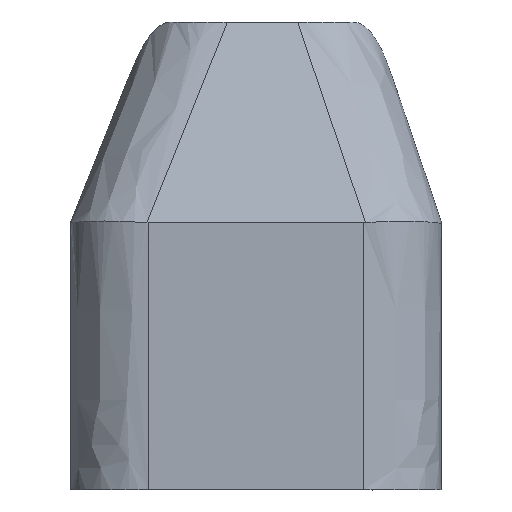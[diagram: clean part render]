
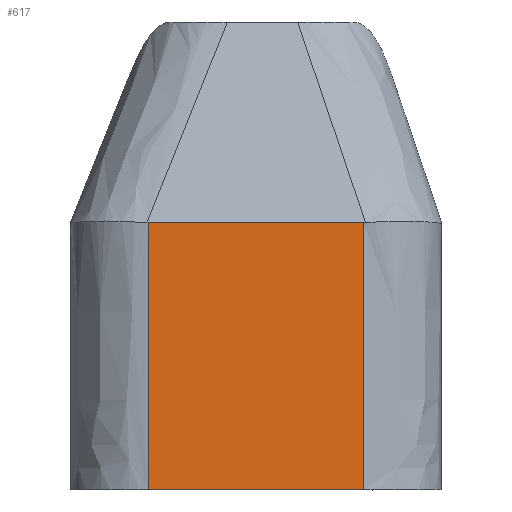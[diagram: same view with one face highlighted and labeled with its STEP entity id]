
A CAD part, front view. The second image highlights one B-rep face of the part: STEP entity #617.
In plain terms, the highlighted planar face has unit normal (0, -1, 0).
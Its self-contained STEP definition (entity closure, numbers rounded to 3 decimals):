
#29=PLANE('',#654);
#76=FACE_OUTER_BOUND('',#110,.T.);
#110=EDGE_LOOP('',(#568,#569,#570,#571));
#133=LINE('',#1576,#157);
#135=LINE('',#1692,#159);
#157=VECTOR('',#711,10.);
#159=VECTOR('',#717,10.);
#224=B_SPLINE_CURVE_WITH_KNOTS('',3,(#1669,#1670,#1671,#1672),
 .UNSPECIFIED.,.F.,.F.,(4,4),(-4.,0.),
 .UNSPECIFIED.);
#230=B_SPLINE_CURVE_WITH_KNOTS('',3,(#1728,#1729,#1730,#1731),
 .UNSPECIFIED.,.F.,.F.,(4,4),(0.,4.),
 .UNSPECIFIED.);
#289=VERTEX_POINT('',#1561);
#290=VERTEX_POINT('',#1575);
#293=VERTEX_POINT('',#1668);
#295=VERTEX_POINT('',#1687);
#375=EDGE_CURVE('',#289,#290,#133,.T.);
#381=EDGE_CURVE('',#293,#289,#224,.T.);
#386=EDGE_CURVE('',#295,#293,#135,.T.);
#389=EDGE_CURVE('',#290,#295,#230,.T.);
#568=ORIENTED_EDGE('',*,*,#381,.F.);
#569=ORIENTED_EDGE('',*,*,#386,.F.);
#570=ORIENTED_EDGE('',*,*,#389,.F.);
#571=ORIENTED_EDGE('',*,*,#375,.F.);
#617=ADVANCED_FACE('',(#76),#29,.T.);
#654=AXIS2_PLACEMENT_3D('',#1779,#721,#722);
#711=DIRECTION('',(-1.,0.,0.));
#717=DIRECTION('',(1.,0.,0.));
#721=DIRECTION('center_axis',(0.,-1.,0.));
#722=DIRECTION('ref_axis',(1.,0.,0.));
#1561=CARTESIAN_POINT('',(16.083,-12.5,0.));
#1575=CARTESIAN_POINT('',(-16.083,-12.5,0.));
#1576=CARTESIAN_POINT('',(27.75,-12.5,0.));
#1668=CARTESIAN_POINT('',(16.083,-12.5,40.));
#1669=CARTESIAN_POINT('Ctrl Pts',(16.083,-12.5,40.));
#1670=CARTESIAN_POINT('Ctrl Pts',(16.083,-12.5,26.664));
#1671=CARTESIAN_POINT('Ctrl Pts',(16.083,-12.5,13.336));
#1672=CARTESIAN_POINT('Ctrl Pts',(16.083,-12.5,0.));
#1687=CARTESIAN_POINT('',(-16.083,-12.5,40.));
#1692=CARTESIAN_POINT('',(27.75,-12.5,40.));
#1728=CARTESIAN_POINT('Ctrl Pts',(-16.083,-12.5,0.));
#1729=CARTESIAN_POINT('Ctrl Pts',(-16.083,-12.5,13.336));
#1730=CARTESIAN_POINT('Ctrl Pts',(-16.083,-12.5,26.664));
#1731=CARTESIAN_POINT('Ctrl Pts',(-16.083,-12.5,40.));
#1779=CARTESIAN_POINT('Origin',(-27.75,-12.5,0.));
